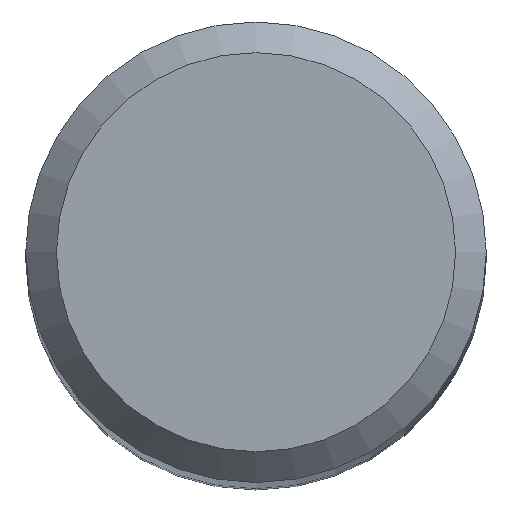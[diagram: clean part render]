
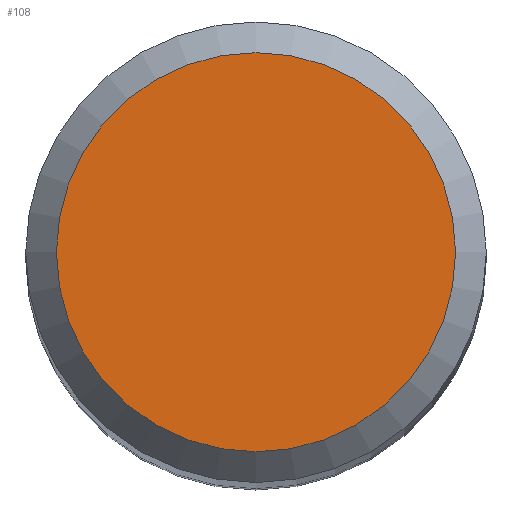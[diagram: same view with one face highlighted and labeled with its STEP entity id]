
A CAD part, top view. The second image highlights one B-rep face of the part: STEP entity #108.
In plain terms, the highlighted planar face has unit normal (0, 0, 1).
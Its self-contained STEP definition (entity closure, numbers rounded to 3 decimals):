
#1 = EDGE_LOOP ( 'NONE', ( #3 ) ) ;
#3 = ORIENTED_EDGE ( 'NONE', *, *, #223, .F. ) ;
#25 = FACE_OUTER_BOUND ( 'NONE', #1, .T. ) ;
#36 = DIRECTION ( 'NONE',  ( 0., 1., 0. ) ) ;
#51 = DIRECTION ( 'NONE',  ( 0., 0., -1. ) ) ;
#71 = CARTESIAN_POINT ( 'NONE',  ( 0., 2.6, 57. ) ) ;
#80 = CIRCLE ( 'NONE', #109, 2.6 ) ;
#87 = CARTESIAN_POINT ( 'NONE',  ( 0., 0., 57. ) ) ;
#100 = PLANE ( 'NONE',  #209 ) ;
#108 = ADVANCED_FACE ( 'NONE', ( #25 ), #100, .F. ) ;
#109 = AXIS2_PLACEMENT_3D ( 'NONE', #164, #51, #205 ) ;
#134 = VERTEX_POINT ( 'NONE', #71 ) ;
#164 = CARTESIAN_POINT ( 'NONE',  ( 0., 0., 57. ) ) ;
#199 = DIRECTION ( 'NONE',  ( 0., 0., -1. ) ) ;
#205 = DIRECTION ( 'NONE',  ( 0., 1., 0. ) ) ;
#209 = AXIS2_PLACEMENT_3D ( 'NONE', #87, #199, #36 ) ;
#223 = EDGE_CURVE ( 'NONE', #134, #134, #80, .T. ) ;
